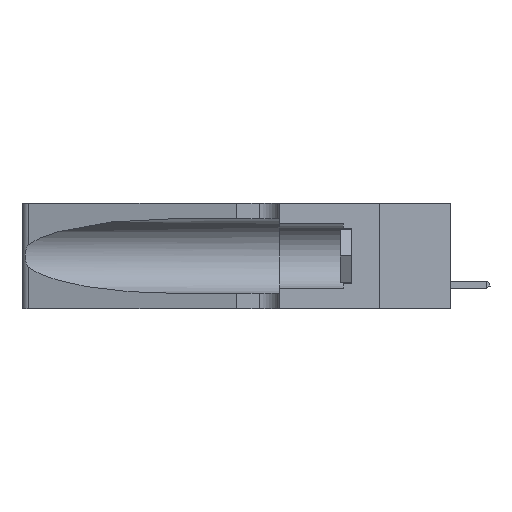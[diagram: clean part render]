
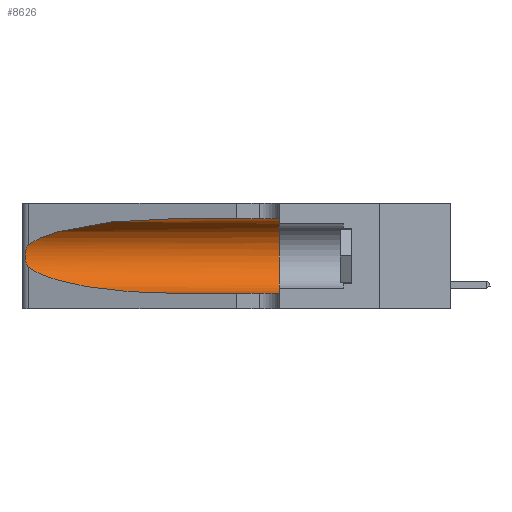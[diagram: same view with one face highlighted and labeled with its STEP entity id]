
A CAD part, left-side view. The second image highlights one B-rep face of the part: STEP entity #8626.
In plain terms, the highlighted cylindrical face has radius 3.308 mm (diameter 6.617 mm), a partial arc.
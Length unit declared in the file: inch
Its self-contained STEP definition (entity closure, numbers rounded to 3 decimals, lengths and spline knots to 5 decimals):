
#110 = LINE ( 'NONE', #39352, #3494 ) ;
#1378 = VERTEX_POINT ( 'NONE', #29528 ) ;
#2614 = CARTESIAN_POINT ( 'NONE',  ( 0.1305, 0.72297, 0.31525 ) ) ;
#2841 = DIRECTION ( 'NONE',  ( 0., -1., 0. ) ) ;
#3361 = VERTEX_POINT ( 'NONE', #11555 ) ;
#3454 = CARTESIAN_POINT ( 'NONE',  ( 0.2373, 1.15595, 0.28018 ) ) ;
#3494 = VECTOR ( 'NONE', #28416, 39.37008 ) ;
#3513 = DIRECTION ( 'NONE',  ( 0., 0., 1. ) ) ;
#3918 = CARTESIAN_POINT ( 'NONE',  ( 0.25639, 1.23184, 0.21858 ) ) ;
#6899 = CARTESIAN_POINT ( 'NONE',  ( 0.26075, 1.23896, 0.19203 ) ) ;
#6987 = VECTOR ( 'NONE', #2841, 39.37008 ) ;
#7189 = CARTESIAN_POINT ( 'NONE',  ( 0.25787, 1.23484, 0.2124 ) ) ;
#7946 = CARTESIAN_POINT ( 'NONE',  ( 0.26017, 1.23833, 0.17102 ) ) ;
#8571 = CARTESIAN_POINT ( 'NONE',  ( 0.25555, 1.22993, 0.14849 ) ) ;
#8626 = ADVANCED_FACE ( 'NONE', ( #10763 ), #37492, .F. ) ;
#9143 = CARTESIAN_POINT ( 'NONE',  ( 0.1305, 0.35, 0.05475 ) ) ;
#10693 = ORIENTED_EDGE ( 'NONE', *, *, #20691, .T. ) ;
#10763 = FACE_OUTER_BOUND ( 'NONE', #44129, .T. ) ;
#11352 = CARTESIAN_POINT ( 'NONE',  ( 0.25487, 1.22718, 0.14631 ) ) ;
#11555 = CARTESIAN_POINT ( 'NONE',  ( 0.1305, 0.35, 0.31525 ) ) ;
#12138 = ORIENTED_EDGE ( 'NONE', *, *, #14610, .T. ) ;
#12721 = CARTESIAN_POINT ( 'NONE',  ( 0.1305, 1.61858, 0.185 ) ) ;
#14039 = CIRCLE ( 'NONE', #27293, 0.13025 ) ;
#14610 = EDGE_CURVE ( 'NONE', #16135, #1378, #31653, .T. ) ;
#15679 = CARTESIAN_POINT ( 'NONE',  ( 0.1305, 0.72297, 0.05475 ) ) ;
#15891 = CARTESIAN_POINT ( 'NONE',  ( 0.25487, 1.22718, 0.14631 ) ) ;
#16135 = VERTEX_POINT ( 'NONE', #2614 ) ;
#16542 = AXIS2_PLACEMENT_3D ( 'NONE', #12721, #40924, #40765 ) ;
#19035 = B_SPLINE_CURVE_WITH_KNOTS ( 'NONE', 3,
 ( #20731, #35852, #3918, #7189, #38841, #39294, #6899, #43775, #7946, #25490, #43611, #22234, #8571, #15891 ),
 .UNSPECIFIED., .F., .F.,
 ( 4, 2, 2, 2, 2, 2, 4 ),
 ( 0., 0.00027, 0.00053, 0.00107, 0.0016, 0.00187, 0.00214 ),
 .UNSPECIFIED. ) ;
#19547 = CARTESIAN_POINT ( 'NONE',  ( 0.18966, 0.96281, 0.05475 ) ) ;
#20270 = CARTESIAN_POINT ( 'NONE',  ( 0.1305, 0.72297, 0.31525 ) ) ;
#20496 = VERTEX_POINT ( 'NONE', #9143 ) ;
#20661 = CARTESIAN_POINT ( 'NONE',  ( 0.1305, 0.72297, 0.05475 ) ) ;
#20691 = EDGE_CURVE ( 'NONE', #1378, #39132, #19035, .T. ) ;
#20731 = CARTESIAN_POINT ( 'NONE',  ( 0.25487, 1.22718, 0.22369 ) ) ;
#21024 = CARTESIAN_POINT ( 'NONE',  ( 0.25487, 1.22718, 0.22369 ) ) ;
#22234 = CARTESIAN_POINT ( 'NONE',  ( 0.25639, 1.23186, 0.15144 ) ) ;
#22869 = VERTEX_POINT ( 'NONE', #15679 ) ;
#23754 = ORIENTED_EDGE ( 'NONE', *, *, #43768, .F. ) ;
#25490 = CARTESIAN_POINT ( 'NONE',  ( 0.25856, 1.23593, 0.16098 ) ) ;
#25910 = EDGE_CURVE ( 'NONE', #22869, #20496, #110, .T. ) ;
#26115 = CARTESIAN_POINT ( 'NONE',  ( 0.1305, 0.35, 0.185 ) ) ;
#26527 = ORIENTED_EDGE ( 'NONE', *, *, #36299, .F. ) ;
#26807 = ORIENTED_EDGE ( 'NONE', *, *, #25910, .T. ) ;
#27293 = AXIS2_PLACEMENT_3D ( 'NONE', #26115, #40985, #3513 ) ;
#28416 = DIRECTION ( 'NONE',  ( 0., -1., 0. ) ) ;
#29528 = CARTESIAN_POINT ( 'NONE',  ( 0.25487, 1.22718, 0.22369 ) ) ;
#30188 =( BOUNDED_CURVE ( )  B_SPLINE_CURVE ( 3, ( #11352, #36265, #19547, #20661 ),
 .UNSPECIFIED., .F., .T. ) 
 B_SPLINE_CURVE_WITH_KNOTS ( ( 4, 4 ),
 ( 3.44316, 4.71239 ),
 .UNSPECIFIED. ) 
 CURVE ( )  GEOMETRIC_REPRESENTATION_ITEM ( )  RATIONAL_B_SPLINE_CURVE ( ( 1., 0.87, 0.87, 1. ) ) 
 REPRESENTATION_ITEM ( '' )  );
#30919 = LINE ( 'NONE', #45391, #6987 ) ;
#31387 = ORIENTED_EDGE ( 'NONE', *, *, #43296, .T. ) ;
#31653 =( BOUNDED_CURVE ( )  B_SPLINE_CURVE ( 3, ( #20270, #35070, #3454, #21024 ),
 .UNSPECIFIED., .F., .F. ) 
 B_SPLINE_CURVE_WITH_KNOTS ( ( 4, 4 ),
 ( 1.5708, 2.84003 ),
 .UNSPECIFIED. ) 
 CURVE ( )  GEOMETRIC_REPRESENTATION_ITEM ( )  RATIONAL_B_SPLINE_CURVE ( ( 1., 0.87, 0.87, 1. ) ) 
 REPRESENTATION_ITEM ( '' )  );
#33990 = CARTESIAN_POINT ( 'NONE',  ( 0.25487, 1.22718, 0.14631 ) ) ;
#35070 = CARTESIAN_POINT ( 'NONE',  ( 0.18966, 0.96281, 0.31525 ) ) ;
#35852 = CARTESIAN_POINT ( 'NONE',  ( 0.25555, 1.22994, 0.2215 ) ) ;
#36265 = CARTESIAN_POINT ( 'NONE',  ( 0.2373, 1.15595, 0.08982 ) ) ;
#36299 = EDGE_CURVE ( 'NONE', #16135, #3361, #30919, .T. ) ;
#37492 = CYLINDRICAL_SURFACE ( 'NONE', #16542, 0.13025 ) ;
#38841 = CARTESIAN_POINT ( 'NONE',  ( 0.25854, 1.2359, 0.20912 ) ) ;
#39132 = VERTEX_POINT ( 'NONE', #33990 ) ;
#39294 = CARTESIAN_POINT ( 'NONE',  ( 0.26018, 1.23835, 0.19895 ) ) ;
#39352 = CARTESIAN_POINT ( 'NONE',  ( 0.1305, 1.61858, 0.05475 ) ) ;
#40765 = DIRECTION ( 'NONE',  ( 0., 0., -1. ) ) ;
#40924 = DIRECTION ( 'NONE',  ( 0., -1., 0. ) ) ;
#40985 = DIRECTION ( 'NONE',  ( 0., 1., 0. ) ) ;
#43296 = EDGE_CURVE ( 'NONE', #39132, #22869, #30188, .T. ) ;
#43611 = CARTESIAN_POINT ( 'NONE',  ( 0.25789, 1.23486, 0.15765 ) ) ;
#43768 = EDGE_CURVE ( 'NONE', #3361, #20496, #14039, .T. ) ;
#43775 = CARTESIAN_POINT ( 'NONE',  ( 0.26075, 1.23896, 0.178 ) ) ;
#44129 = EDGE_LOOP ( 'NONE', ( #12138, #10693, #31387, #26807, #23754, #26527 ) ) ;
#45391 = CARTESIAN_POINT ( 'NONE',  ( 0.1305, 1.61858, 0.31525 ) ) ;
